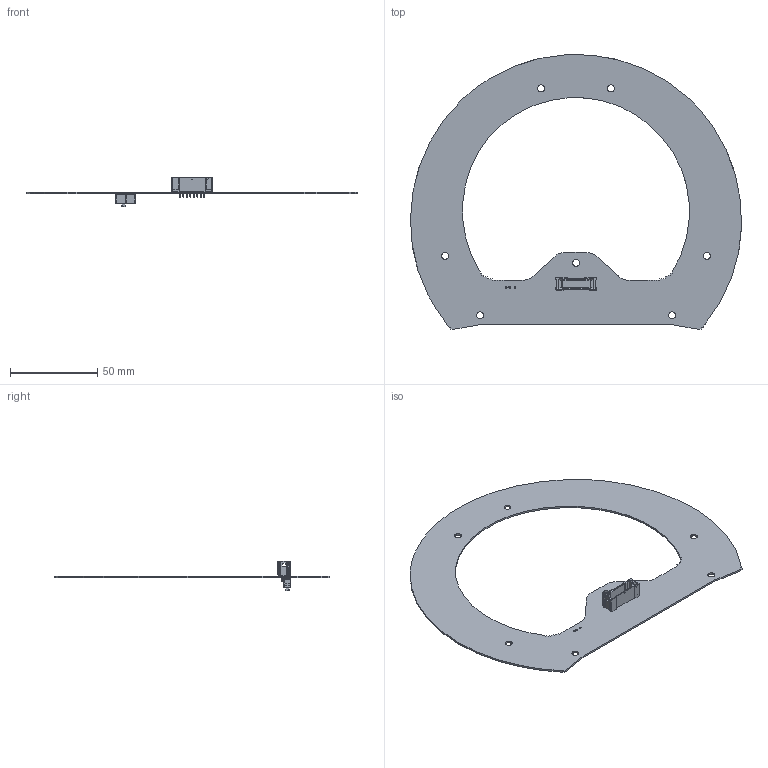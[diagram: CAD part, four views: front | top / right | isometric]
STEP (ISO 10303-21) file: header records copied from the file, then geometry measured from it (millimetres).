
FILE_DESCRIPTION(('KiCad electronic assembly'),'2;1');
FILE_NAME('IR_Board.step','2022-02-16T22:09:21',('Pcbnew'),('Kicad'), 'Open CASCADE STEP processor 7.5','KiCad to STEP converter','Unknown' );
FILE_SCHEMA(('AUTOMOTIVE_DESIGN { 1 0 10303 214 1 1 1 1 }'));
Length unit declared in the file: millimetre
Products named in the file (6): IR_Board 1; DF51A-16DP-2DSA; COMPOUND; EG1218; IR_Board PCB
Assembly tree (5 placements, depth 3):
  IR_Board 1
    DF51A-16DP-2DSA
      COMPOUND
    EG1218
      COMPOUND
    IR_Board PCB
Bounding box: 189.66 x 157.3 x 16.88 mm (x, y, z)
Volume: 14573.5 mm3; surface area: 30439.8 mm2
Topology: 5 solids, 5 shells, 535 faces, 1362 edges, 872 vertices
Faces by surface type: bspline 460, plane 51, extrusion 14, cylinder 10
Full cylindrical faces by diameter (mm): 1 x3, 4 x7
Entity records: 30837 total; most frequent: CARTESIAN_POINT 10754, B_SPLINE_CURVE_WITH_KNOTS 3403, ORIENTED_EDGE 2716, PCURVE 2716, DEFINITIONAL_REPRESENTATION 2716, EDGE_CURVE 1358, SURFACE_CURVE 1348, VERTEX_POINT 872
